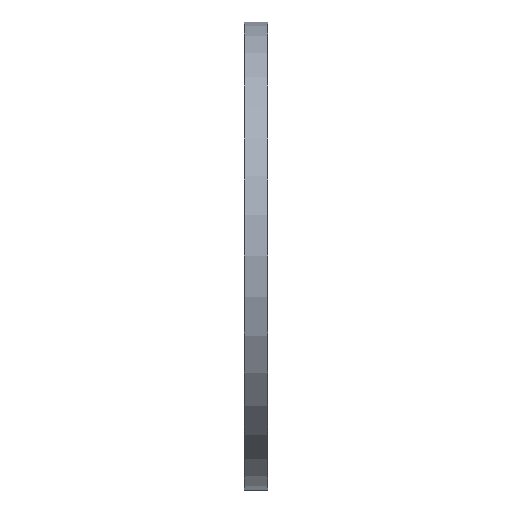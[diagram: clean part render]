
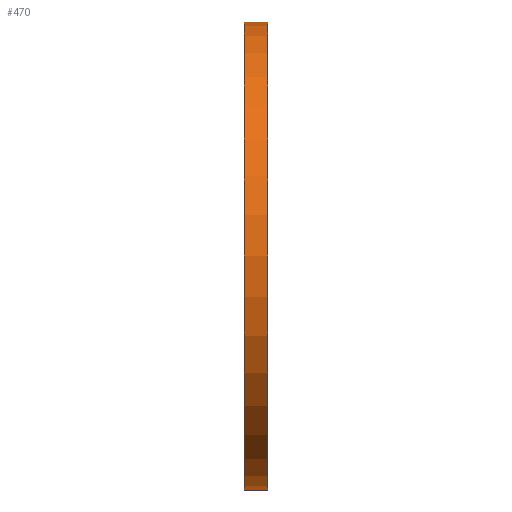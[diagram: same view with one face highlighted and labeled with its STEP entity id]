
A CAD part, left-side view. The second image highlights one B-rep face of the part: STEP entity #470.
In plain terms, the highlighted cylindrical face has radius 50 mm (diameter 100 mm), a partial arc.
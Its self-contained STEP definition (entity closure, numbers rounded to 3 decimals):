
#29 = AXIS2_PLACEMENT_3D ( 'NONE', #1044, #968, #36 ) ;
#36 = DIRECTION ( 'NONE',  ( 0., 0., 1. ) ) ;
#60 = CARTESIAN_POINT ( 'NONE',  ( 0., 0., 50. ) ) ;
#69 = VECTOR ( 'NONE', #104, 1000. ) ;
#97 = ORIENTED_EDGE ( 'NONE', *, *, #299, .F. ) ;
#104 = DIRECTION ( 'NONE',  ( 0., -1., 0. ) ) ;
#117 = EDGE_LOOP ( 'NONE', ( #799, #97, #940, #792 ) ) ;
#151 = AXIS2_PLACEMENT_3D ( 'NONE', #169, #1062, #1067 ) ;
#158 = CARTESIAN_POINT ( 'NONE',  ( 0., 5., 0. ) ) ;
#169 = CARTESIAN_POINT ( 'NONE',  ( 0., 0., 0. ) ) ;
#204 = VECTOR ( 'NONE', #960, 1000. ) ;
#211 = VERTEX_POINT ( 'NONE', #777 ) ;
#272 = CARTESIAN_POINT ( 'NONE',  ( 0., 5., 50. ) ) ;
#299 = EDGE_CURVE ( 'NONE', #211, #751, #970, .T. ) ;
#343 = EDGE_CURVE ( 'NONE', #211, #829, #793, .T. ) ;
#416 = VERTEX_POINT ( 'NONE', #60 ) ;
#445 = CARTESIAN_POINT ( 'NONE',  ( 0., 5., 50. ) ) ;
#451 = EDGE_CURVE ( 'NONE', #829, #416, #563, .T. ) ;
#470 = ADVANCED_FACE ( 'NONE', ( #573 ), #584, .T. ) ;
#508 = DIRECTION ( 'NONE',  ( 0., -1., 0. ) ) ;
#531 = CARTESIAN_POINT ( 'NONE',  ( 0., 0., -50. ) ) ;
#544 = CARTESIAN_POINT ( 'NONE',  ( 0., 5., -50. ) ) ;
#563 = CIRCLE ( 'NONE', #151, 50. ) ;
#573 = FACE_OUTER_BOUND ( 'NONE', #117, .T. ) ;
#584 = CYLINDRICAL_SURFACE ( 'NONE', #859, 50. ) ;
#687 = LINE ( 'NONE', #272, #69 ) ;
#750 = DIRECTION ( 'NONE',  ( 0., 0., -1. ) ) ;
#751 = VERTEX_POINT ( 'NONE', #445 ) ;
#777 = CARTESIAN_POINT ( 'NONE',  ( 0., 5., -50. ) ) ;
#792 = ORIENTED_EDGE ( 'NONE', *, *, #451, .T. ) ;
#793 = LINE ( 'NONE', #544, #204 ) ;
#799 = ORIENTED_EDGE ( 'NONE', *, *, #843, .F. ) ;
#829 = VERTEX_POINT ( 'NONE', #531 ) ;
#843 = EDGE_CURVE ( 'NONE', #751, #416, #687, .T. ) ;
#859 = AXIS2_PLACEMENT_3D ( 'NONE', #158, #508, #750 ) ;
#940 = ORIENTED_EDGE ( 'NONE', *, *, #343, .T. ) ;
#960 = DIRECTION ( 'NONE',  ( 0., -1., 0. ) ) ;
#968 = DIRECTION ( 'NONE',  ( 0., 1., 0. ) ) ;
#970 = CIRCLE ( 'NONE', #29, 50. ) ;
#1044 = CARTESIAN_POINT ( 'NONE',  ( 0., 5., 0. ) ) ;
#1062 = DIRECTION ( 'NONE',  ( 0., 1., 0. ) ) ;
#1067 = DIRECTION ( 'NONE',  ( 0., 0., 1. ) ) ;
